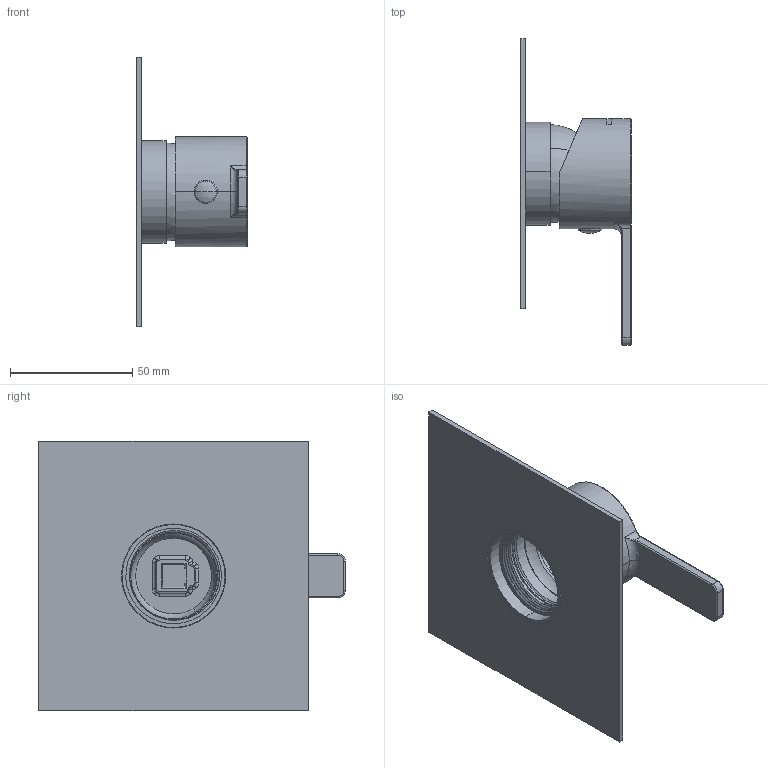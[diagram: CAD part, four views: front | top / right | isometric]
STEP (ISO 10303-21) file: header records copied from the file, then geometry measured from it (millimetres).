
FILE_DESCRIPTION (( 'STEP AP203' ), '1' );
FILE_NAME ('94DP13244.STEP', '2026-02-10T07:48:08', ( '' ), ( '' ), 'SwSTEP 2.0', 'SolidWorks 2025', '' );
FILE_SCHEMA (( 'CONFIG_CONTROL_DESIGN' ));
Length unit declared in the file: millimetre
Products named in the file (1): 94DP13244
Bounding box: 45.2 x 125.05 x 110 mm (x, y, z)
Volume: 41859.7 mm3; surface area: 43728.4 mm2
Topology: 5 solids, 5 shells, 154 faces, 372 edges, 231 vertices
Faces by surface type: cylinder 58, plane 48, bspline 19, torus 15, cone 10, sphere 4
Entity records: 6133 total; most frequent: CARTESIAN_POINT 2644, ORIENTED_EDGE 740, DIRECTION 689, EDGE_CURVE 370, AXIS2_PLACEMENT_3D 267, VERTEX_POINT 231, EDGE_LOOP 169, VECTOR 155
